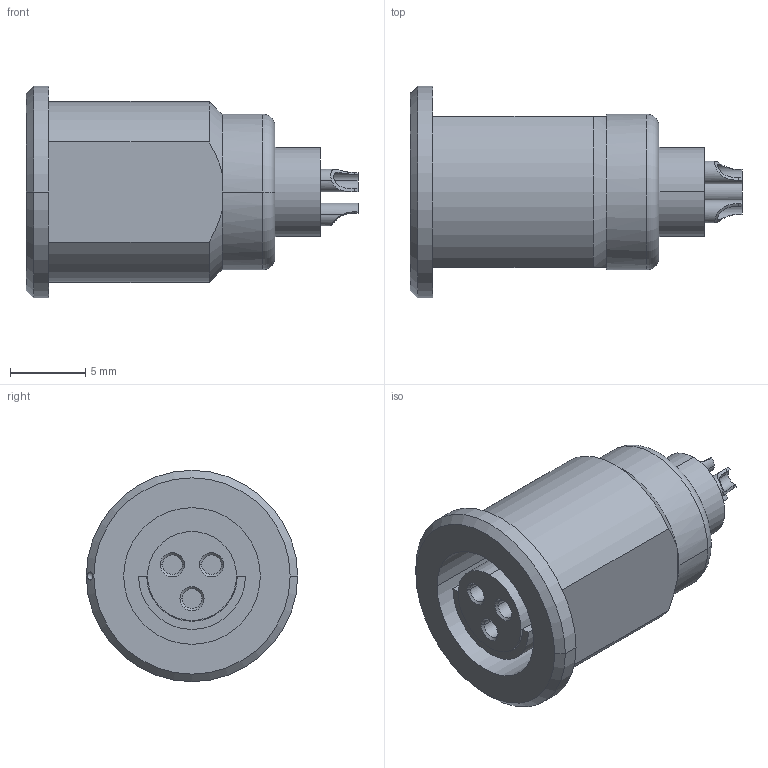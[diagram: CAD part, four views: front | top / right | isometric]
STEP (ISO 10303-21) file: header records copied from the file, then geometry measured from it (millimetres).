
FILE_DESCRIPTION((''),'2;1');
FILE_NAME('G11F1C-P03L','2021-02-10T06:50:29',('RTrager'),(''),'CREO PARAMETRIC BY PTC INC, 2018300','CREO PARAMETRIC BY PTC INC, 2018300','');
FILE_SCHEMA(('AP242_MANAGED_MODEL_BASED_3D_ENGINEERING_MIM_LF { 1 0 10303 442 1 1 4 }'));
Length unit declared in the file: millimetre
Products named in the file (1): G11F1C-P03L
Bounding box: 22 x 14 x 14 mm (x, y, z)
Volume: 1395.7 mm3; surface area: 1806 mm2
Topology: 1 solids, 1 shells, 76 faces, 177 edges, 112 vertices
Faces by surface type: cylinder 38, plane 22, cone 10, torus 5, sphere 1
Entity records: 3682 total; most frequent: CARTESIAN_POINT 552, DIRECTION 397, ORIENTED_EDGE 350, PRESENTATION_STYLE_ASSIGNMENT 246, STYLED_ITEM 197, CURVE_STYLE 175, EDGE_CURVE 175, AXIS2_PLACEMENT_3D 166
